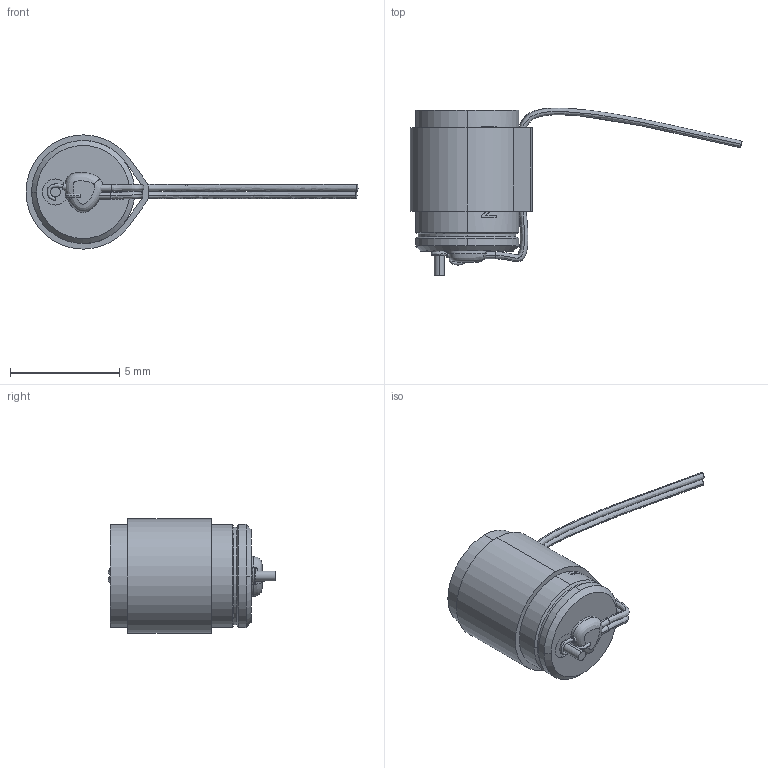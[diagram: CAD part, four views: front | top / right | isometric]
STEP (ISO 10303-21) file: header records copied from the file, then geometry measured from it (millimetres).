
FILE_DESCRIPTION (( 'STEP AP214' ), '1' );
FILE_NAME ('3089A_fixed.STEP', '2018-02-23T01:42:17', ( 'DYTRAN' ), ( 'BOXX Technologies, Inc.' ), 'SwSTEP 2.0', 'SolidWorks 2016', '' );
FILE_SCHEMA (( 'AUTOMOTIVE_DESIGN' ));
Length unit declared in the file: inch
Products named in the file (2): 3089A_fixed
Bounding box: 15.21 x 7.69 x 5.23 mm (x, y, z)
Volume: 131.9 mm3; surface area: 223 mm2
Topology: 4 solids, 17 shells, 304 faces, 782 edges, 518 vertices
Faces by surface type: bspline 163, plane 87, cylinder 48, cone 6
Entity records: 21613 total; most frequent: CARTESIAN_POINT 11845, ORIENTED_EDGE 1564, DIRECTION 810, EDGE_CURVE 782, VERTEX_POINT 518, LINE 352, VECTOR 352, EDGE_LOOP 328
